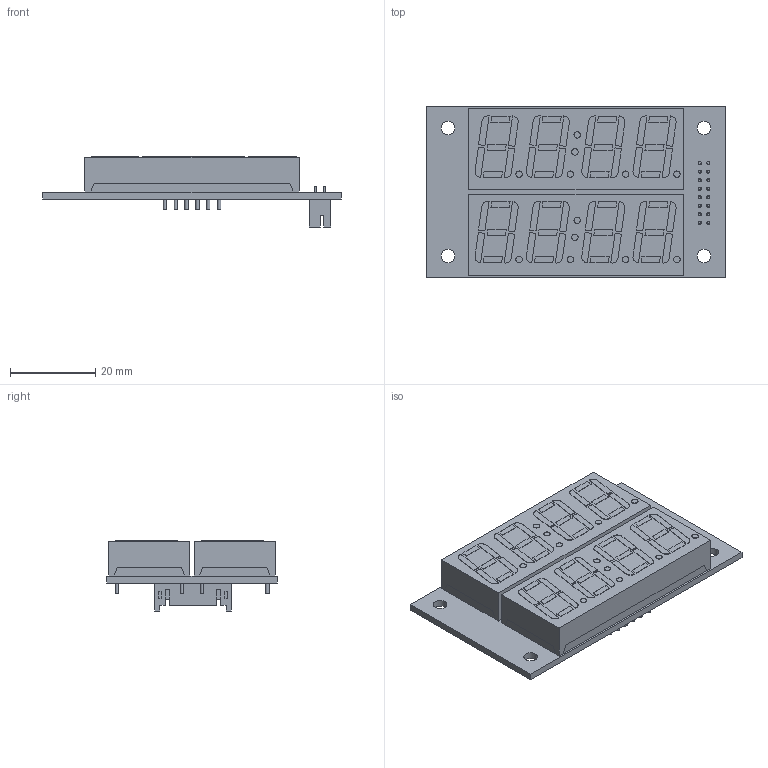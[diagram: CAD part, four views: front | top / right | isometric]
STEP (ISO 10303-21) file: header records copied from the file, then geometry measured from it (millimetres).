
FILE_DESCRIPTION(('KiCad electronic assembly'),'2;1');
FILE_NAME('Dashboard-NumberIndicators.step','2024-01-17T16:58:17',( 'Pcbnew'),('Kicad'),'Open CASCADE STEP processor 7.7', 'KiCad to STEP converter','Unknown');
FILE_SCHEMA(('AUTOMOTIVE_DESIGN { 1 0 10303 214 1 1 1 1 }'));
Length unit declared in the file: millimetre
Products named in the file (6): Dashboard-NumberIndicators 1; CA56-12EWA; SOLID; B16B-PHDSS-B; Dashboard-NumberIndicators PCB
Assembly tree (6 placements, depth 3):
  Dashboard-NumberIndicators 1
    CA56-12EWA  x2
      SOLID
    B16B-PHDSS-B
      SOLID
    Dashboard-NumberIndicators PCB
Bounding box: 70 x 40 x 16.4 mm (x, y, z)
Volume: 20199.7 mm3; surface area: 13237.1 mm2
Topology: 4 solids, 4 shells, 696 faces, 1700 edges, 1136 vertices
Faces by surface type: plane 584, cylinder 112
Full cylindrical faces by diameter (mm): 0.75 x16, 0.8 x24, 1 x24, 1.5 x12, 3.2 x4
Entity records: 32815 total; most frequent: CARTESIAN_POINT 5615, DIRECTION 4554, LINE 3246, VECTOR 3246, ORIENTED_EDGE 2372, PCURVE 2372, DEFINITIONAL_REPRESENTATION 2372, EDGE_CURVE 1186
